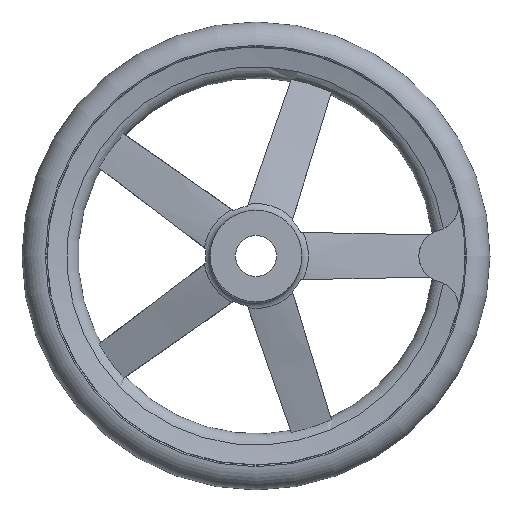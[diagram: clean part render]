
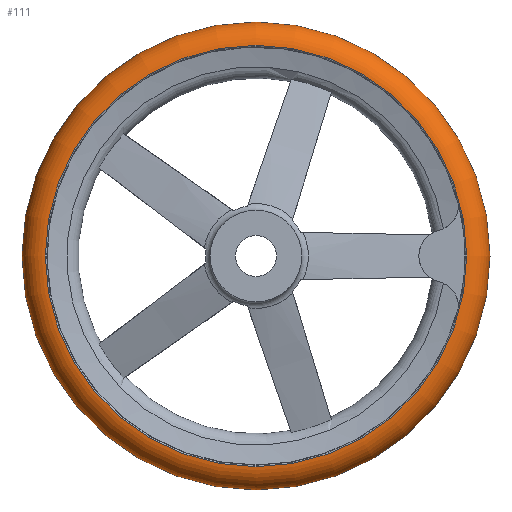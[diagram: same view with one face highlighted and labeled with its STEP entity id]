
A CAD part, front view. The second image highlights one B-rep face of the part: STEP entity #111.
In plain terms, the highlighted toroidal (fillet/blend) face has major radius 112 mm and minor radius 13 mm.
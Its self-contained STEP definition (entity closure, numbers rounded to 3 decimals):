
#111 = ADVANCED_FACE( '', ( #252, #253, #254 ), #255, .T. );
#252 = FACE_BOUND( '', #427, .T. );
#253 = FACE_OUTER_BOUND( '', #428, .T. );
#254 = FACE_OUTER_BOUND( '', #429, .T. );
#255 = TOROIDAL_SURFACE( '', #430, 112., 13. );
#427 = VERTEX_LOOP( '', #700 );
#428 = EDGE_LOOP( '', ( #701 ) );
#429 = EDGE_LOOP( '', ( #702 ) );
#430 = AXIS2_PLACEMENT_3D( '', #703, #704, #705 );
#700 = VERTEX_POINT( '', #1083 );
#701 = ORIENTED_EDGE( '', *, *, #1019, .T. );
#702 = ORIENTED_EDGE( '', *, *, #1053, .F. );
#703 = CARTESIAN_POINT( '', ( 0., 37., 0. ) );
#704 = DIRECTION( '', ( 0., -1., 0. ) );
#705 = DIRECTION( '', ( 0., 0., -1. ) );
#1019 = EDGE_CURVE( '', #1221, #1221, #1222, .T. );
#1053 = EDGE_CURVE( '', #1280, #1280, #1281, .T. );
#1083 = CARTESIAN_POINT( '', ( 0., 37., -125. ) );
#1221 = VERTEX_POINT( '', #1566 );
#1222 = CIRCLE( '', #1567, 112.542 );
#1280 = VERTEX_POINT( '', #1652 );
#1281 = CIRCLE( '', #1653, 112.542 );
#1566 = CARTESIAN_POINT( '', ( 0., 49.989, -112.542 ) );
#1567 = AXIS2_PLACEMENT_3D( '', #2363, #2364, #2365 );
#1652 = CARTESIAN_POINT( '', ( 0., 24.011, -112.542 ) );
#1653 = AXIS2_PLACEMENT_3D( '', #2420, #2421, #2422 );
#2363 = CARTESIAN_POINT( '', ( 0., 49.989, 0. ) );
#2364 = DIRECTION( '', ( 0., -1., 0. ) );
#2365 = DIRECTION( '', ( 0., 0., -1. ) );
#2420 = CARTESIAN_POINT( '', ( 0., 24.011, 0. ) );
#2421 = DIRECTION( '', ( 0., -1., 0. ) );
#2422 = DIRECTION( '', ( 0., 0., -1. ) );
